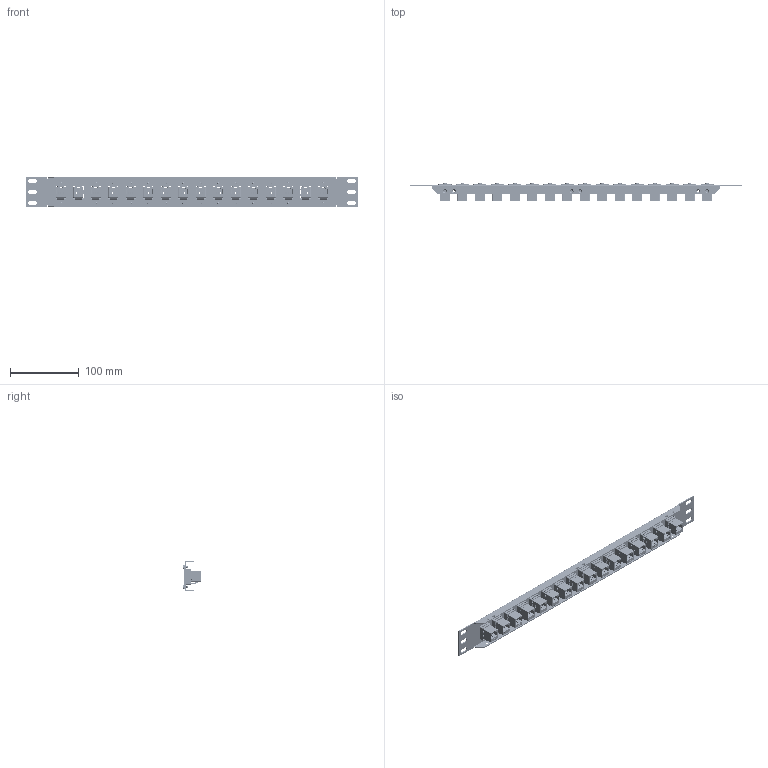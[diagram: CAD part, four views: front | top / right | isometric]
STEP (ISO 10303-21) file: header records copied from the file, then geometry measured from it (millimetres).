
FILE_DESCRIPTION (( 'STEP AP214' ), '1' );
FILE_NAME ('PR175F504B-C6M.STEP', '2018-03-19T13:18:22', ( '' ), ( '' ), 'SwSTEP 2.0', 'SolidWorks 2017', '' );
FILE_SCHEMA (( 'AUTOMOTIVE_DESIGN' ));
Length unit declared in the file: inch
Products named in the file (5): ECF-SK_with Global Connectivity logo; PR175F504B; PR175F504B-C6M; TDG1026KCx-MINI_Cat 6; 91772A106_91772A106
Assembly tree (65 placements, depth 2):
  PR175F504B-C6M
    PR175F504B
    ECF-SK_with Global Connectivity logo  x16
    91772A106_91772A106  x32
    TDG1026KCx-MINI_Cat 6  x16
Bounding box: 482.6 x 26.99 x 43.94 mm (x, y, z)
Volume: 118694.5 mm3; surface area: 156840 mm2
Topology: 65 solids, 65 shells, 10992 faces, 30741 edges, 19874 vertices
Faces by surface type: plane 6606, bspline 2150, cylinder 1840, cone 172, sphere 160, torus 64
Full cylindrical faces by diameter (mm): 2.261 x32, 3.175 x32, 5.563 x32
Entity records: 54198 total; most frequent: CARTESIAN_POINT 22457, ORIENTED_EDGE 6508, DIRECTION 4661, EDGE_CURVE 3254, LINE 2301, VECTOR 2301, VERTEX_POINT 2164, EDGE_LOOP 1480
